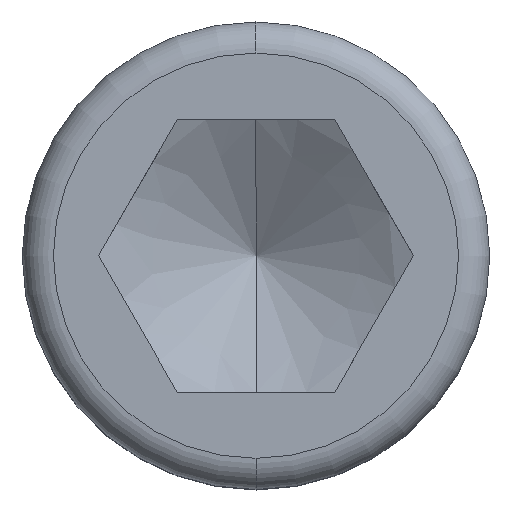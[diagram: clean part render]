
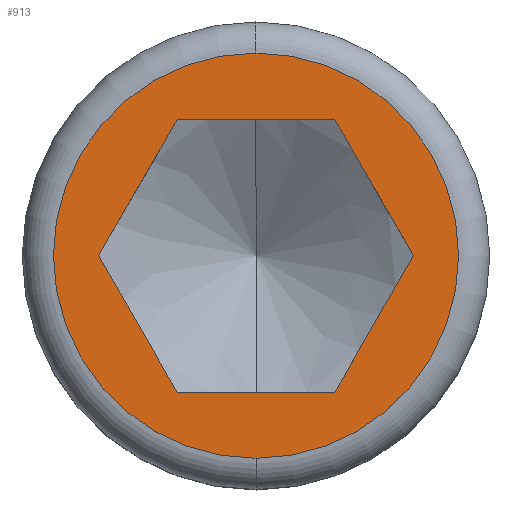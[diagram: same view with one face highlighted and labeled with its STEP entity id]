
A CAD part, top view. The second image highlights one B-rep face of the part: STEP entity #913.
In plain terms, the highlighted planar face has unit normal (0, 0, 1).
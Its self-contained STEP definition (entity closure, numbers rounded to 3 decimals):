
#845=EDGE_CURVE('',#2287,#1089,#2428,.T.);
#913=ADVANCED_FACE('',(#2503,#2504),#2505,.T.);
#1089=VERTEX_POINT('',#2706);
#1317=VERTEX_POINT('',#2961);
#1561=EDGE_CURVE('',#1787,#2039,#3236,.T.);
#1569=EDGE_CURVE('',#2039,#1317,#3245,.T.);
#1691=EDGE_CURVE('',#1317,#1993,#3386,.T.);
#1787=VERTEX_POINT('',#3497);
#1993=VERTEX_POINT('',#3730);
#2001=EDGE_CURVE('',#1089,#2287,#3739,.T.);
#2009=EDGE_CURVE('',#2243,#2185,#3749,.T.);
#2039=VERTEX_POINT('',#3781);
#2179=EDGE_CURVE('',#2185,#1787,#3947,.T.);
#2185=VERTEX_POINT('',#3953);
#2239=EDGE_CURVE('',#1993,#2243,#4016,.T.);
#2243=VERTEX_POINT('',#4021);
#2287=VERTEX_POINT('',#4069);
#2428=CIRCLE('',#4225,10.4);
#2503=FACE_BOUND('',#4329,.T.);
#2504=FACE_OUTER_BOUND('',#4330,.T.);
#2505=PLANE('',#4331);
#2706=CARTESIAN_POINT('',(0.,-10.4,16.));
#2961=CARTESIAN_POINT('',(4.043,-7.002,16.));
#3236=LINE('',#5374,#5375);
#3245=LINE('',#5389,#5390);
#3386=LINE('',#5584,#5585);
#3497=CARTESIAN_POINT('',(4.043,7.002,16.));
#3730=CARTESIAN_POINT('',(-4.042,-7.002,16.));
#3739=CIRCLE('',#6091,10.4);
#3749=LINE('',#6104,#6105);
#3781=CARTESIAN_POINT('',(8.085,0.0,16.));
#3947=LINE('',#6386,#6387);
#3953=CARTESIAN_POINT('',(-4.043,7.002,16.));
#4016=LINE('',#6481,#6482);
#4021=CARTESIAN_POINT('',(-8.085,0.0,16.));
#4069=CARTESIAN_POINT('',(0.,10.4,16.));
#4225=AXIS2_PLACEMENT_3D('',#6754,#6755,#6756);
#4329=EDGE_LOOP('',(#6840,#6841,#6842,#6843,#6844,#6845));
#4330=EDGE_LOOP('',(#6846,#6847));
#4331=AXIS2_PLACEMENT_3D('',#6848,#6849,#6850);
#5374=CARTESIAN_POINT('',(7.074,1.75,16.));
#5375=VECTOR('',#7678,1.0);
#5389=CARTESIAN_POINT('',(5.053,-5.251,16.));
#5390=VECTOR('',#7688,1.0);
#5584=CARTESIAN_POINT('',(-2.021,-7.002,16.));
#5585=VECTOR('',#7900,1.0);
#6091=AXIS2_PLACEMENT_3D('',#8325,#8326,#8327);
#6104=CARTESIAN_POINT('',(-5.053,5.251,16.));
#6105=VECTOR('',#8343,1.0);
#6386=CARTESIAN_POINT('',(2.021,7.002,16.));
#6387=VECTOR('',#8632,1.0);
#6481=CARTESIAN_POINT('',(-7.074,-1.75,16.));
#6482=VECTOR('',#8713,1.0);
#6754=CARTESIAN_POINT('',(0.,0.,16.));
#6755=DIRECTION('',(0.0,0.0,1.0));
#6756=DIRECTION('',(-1.0,0.0,0.0));
#6840=ORIENTED_EDGE('',*,*,#2239,.T.);
#6841=ORIENTED_EDGE('',*,*,#2009,.T.);
#6842=ORIENTED_EDGE('',*,*,#2179,.T.);
#6843=ORIENTED_EDGE('',*,*,#1561,.T.);
#6844=ORIENTED_EDGE('',*,*,#1569,.T.);
#6845=ORIENTED_EDGE('',*,*,#1691,.T.);
#6846=ORIENTED_EDGE('',*,*,#2001,.T.);
#6847=ORIENTED_EDGE('',*,*,#845,.T.);
#6848=CARTESIAN_POINT('',(0.,-10.043,16.));
#6849=DIRECTION('',(0.0,0.0,1.0));
#6850=DIRECTION('',(0.,-1.0,0.0));
#7678=DIRECTION('',(0.5,-0.866,0.0));
#7688=DIRECTION('',(-0.5,-0.866,0.0));
#7900=DIRECTION('',(-1.0,0.0,0.0));
#8325=CARTESIAN_POINT('',(0.,0.,16.));
#8326=DIRECTION('',(0.0,0.0,1.0));
#8327=DIRECTION('',(-1.0,0.0,0.0));
#8343=DIRECTION('',(0.5,0.866,0.0));
#8632=DIRECTION('',(1.0,0.0,0.0));
#8713=DIRECTION('',(-0.5,0.866,0.0));
